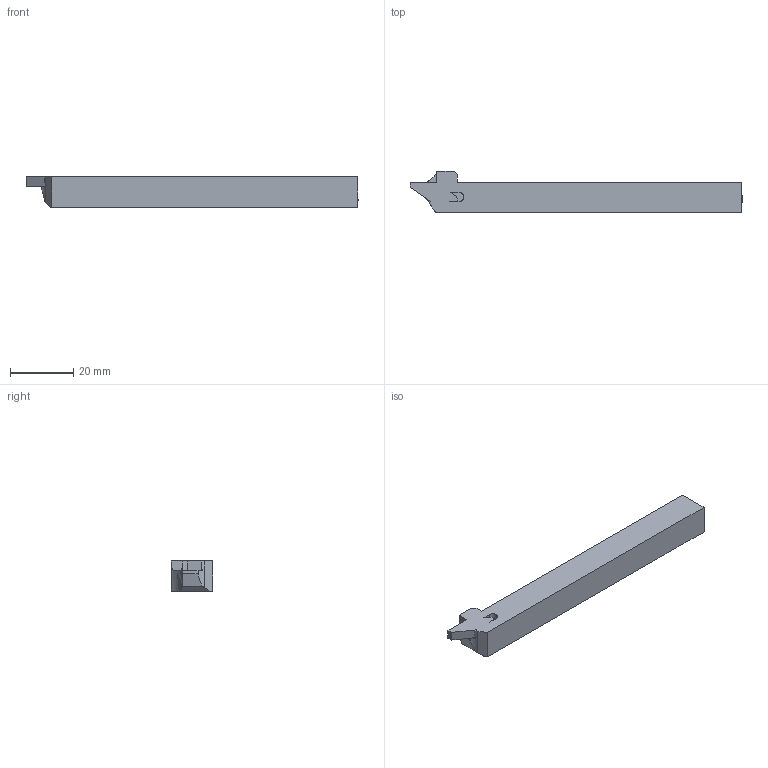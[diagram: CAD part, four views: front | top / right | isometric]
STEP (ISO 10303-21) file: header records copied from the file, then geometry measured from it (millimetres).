
FILE_DESCRIPTION (( 'STEP AP214' ), '1' );
FILE_NAME ('CUT-199-12.STEP', '2017-11-23T12:46:48', ( '' ), ( '' ), 'SwSTEP 2.0', 'SolidWorks 2017', '' );
FILE_SCHEMA (( 'AUTOMOTIVE_DESIGN' ));
Length unit declared in the file: millimetre
Products named in the file (1): CUT-199-12
Bounding box: 105 x 13.03 x 9.53 mm (x, y, z)
Volume: 9214 mm3; surface area: 4168.2 mm2
Topology: 1 solids, 1 shells, 37 faces, 104 edges, 67 vertices
Faces by surface type: plane 28, cylinder 6, bspline 3
Entity records: 1723 total; most frequent: CARTESIAN_POINT 712, ORIENTED_EDGE 208, DIRECTION 146, EDGE_CURVE 104, VECTOR 72, LINE 72, VERTEX_POINT 67, EDGE_LOOP 39
